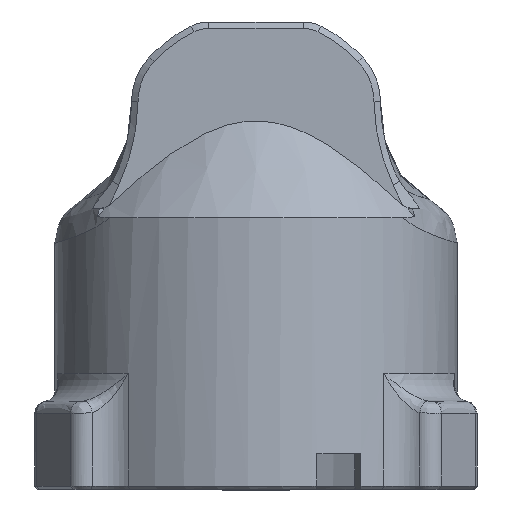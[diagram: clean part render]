
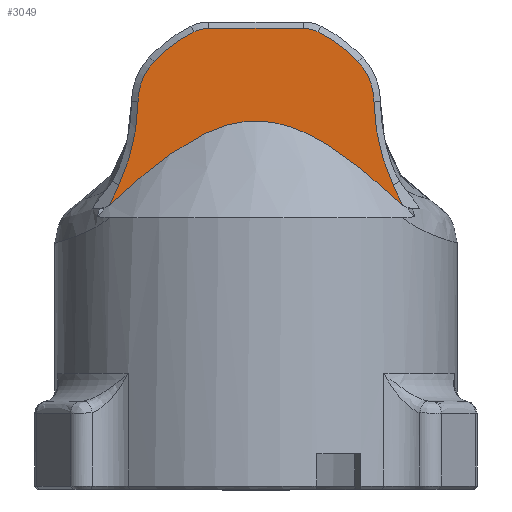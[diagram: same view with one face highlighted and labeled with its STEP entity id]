
A CAD part, top view. The second image highlights one B-rep face of the part: STEP entity #3049.
In plain terms, the highlighted planar face has unit normal (0, 0, 1).
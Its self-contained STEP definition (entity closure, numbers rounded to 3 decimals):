
#140=(
BOUNDED_CURVE()
B_SPLINE_CURVE(2,(#4721,#4722,#4723),.UNSPECIFIED.,.F.,.F.)
B_SPLINE_CURVE_WITH_KNOTS((3,3),(5.562,9.199),
 .UNSPECIFIED.)
CURVE()
GEOMETRIC_REPRESENTATION_ITEM()
RATIONAL_B_SPLINE_CURVE((1.959,1.954,1.532))
REPRESENTATION_ITEM('')
);
#141=(
BOUNDED_CURVE()
B_SPLINE_CURVE(2,(#4727,#4728,#4729),.UNSPECIFIED.,.F.,.F.)
B_SPLINE_CURVE_WITH_KNOTS((3,3),(1.835,5.472),
 .UNSPECIFIED.)
CURVE()
GEOMETRIC_REPRESENTATION_ITEM()
RATIONAL_B_SPLINE_CURVE((1.532,1.954,1.959))
REPRESENTATION_ITEM('')
);
#226=FACE_OUTER_BOUND('',#415,.T.);
#415=EDGE_LOOP('',(#2347,#2348,#2349,#2350,#2351,#2352,#2353,#2354,#2355,
#2356,#2357,#2358,#2359,#2360));
#733=CIRCLE('',#3297,25.3);
#734=CIRCLE('',#3299,7.4);
#735=CIRCLE('',#3301,17.359);
#736=CIRCLE('',#3303,4.2);
#737=CIRCLE('',#3306,4.2);
#738=CIRCLE('',#3308,17.359);
#739=CIRCLE('',#3310,7.4);
#740=CIRCLE('',#3312,25.3);
#863=LINE('',#5244,#1045);
#894=LINE('',#5387,#1076);
#899=LINE('',#5405,#1081);
#900=LINE('',#5407,#1082);
#1045=VECTOR('',#3681,10.);
#1076=VECTOR('',#3814,10.);
#1081=VECTOR('',#3837,10.);
#1082=VECTOR('',#3840,10.);
#1262=VERTEX_POINT('',#4716);
#1263=VERTEX_POINT('',#4720);
#1264=VERTEX_POINT('',#4724);
#1265=VERTEX_POINT('',#4726);
#1317=VERTEX_POINT('',#5242);
#1342=VERTEX_POINT('',#5369);
#1343=VERTEX_POINT('',#5373);
#1344=VERTEX_POINT('',#5377);
#1345=VERTEX_POINT('',#5381);
#1346=VERTEX_POINT('',#5385);
#1347=VERTEX_POINT('',#5389);
#1348=VERTEX_POINT('',#5393);
#1349=VERTEX_POINT('',#5397);
#1350=VERTEX_POINT('',#5401);
#1574=EDGE_CURVE('',#1262,#1263,#140,.F.);
#1576=EDGE_CURVE('',#1265,#1264,#141,.T.);
#1651=EDGE_CURVE('',#1317,#1262,#863,.T.);
#1700=EDGE_CURVE('',#1342,#1317,#733,.T.);
#1702=EDGE_CURVE('',#1343,#1342,#734,.T.);
#1704=EDGE_CURVE('',#1344,#1343,#735,.T.);
#1706=EDGE_CURVE('',#1345,#1344,#736,.T.);
#1708=EDGE_CURVE('',#1346,#1345,#894,.T.);
#1710=EDGE_CURVE('',#1347,#1346,#737,.T.);
#1712=EDGE_CURVE('',#1348,#1347,#738,.T.);
#1714=EDGE_CURVE('',#1349,#1348,#739,.T.);
#1716=EDGE_CURVE('',#1350,#1349,#740,.T.);
#1717=EDGE_CURVE('',#1265,#1350,#899,.T.);
#1718=EDGE_CURVE('',#1264,#1263,#900,.T.);
#2347=ORIENTED_EDGE('',*,*,#1717,.F.);
#2348=ORIENTED_EDGE('',*,*,#1576,.T.);
#2349=ORIENTED_EDGE('',*,*,#1718,.T.);
#2350=ORIENTED_EDGE('',*,*,#1574,.F.);
#2351=ORIENTED_EDGE('',*,*,#1651,.F.);
#2352=ORIENTED_EDGE('',*,*,#1700,.F.);
#2353=ORIENTED_EDGE('',*,*,#1702,.F.);
#2354=ORIENTED_EDGE('',*,*,#1704,.F.);
#2355=ORIENTED_EDGE('',*,*,#1706,.F.);
#2356=ORIENTED_EDGE('',*,*,#1708,.F.);
#2357=ORIENTED_EDGE('',*,*,#1710,.F.);
#2358=ORIENTED_EDGE('',*,*,#1712,.F.);
#2359=ORIENTED_EDGE('',*,*,#1714,.F.);
#2360=ORIENTED_EDGE('',*,*,#1716,.F.);
#2940=PLANE('',#3314);
#3049=ADVANCED_FACE('',(#226),#2940,.T.);
#3297=AXIS2_PLACEMENT_3D('',#5371,#3794,#3795);
#3299=AXIS2_PLACEMENT_3D('',#5375,#3799,#3800);
#3301=AXIS2_PLACEMENT_3D('',#5379,#3804,#3805);
#3303=AXIS2_PLACEMENT_3D('',#5383,#3809,#3810);
#3306=AXIS2_PLACEMENT_3D('',#5391,#3818,#3819);
#3308=AXIS2_PLACEMENT_3D('',#5395,#3823,#3824);
#3310=AXIS2_PLACEMENT_3D('',#5399,#3828,#3829);
#3312=AXIS2_PLACEMENT_3D('',#5403,#3833,#3834);
#3314=AXIS2_PLACEMENT_3D('',#5406,#3838,#3839);
#3681=DIRECTION('',(0.423,-0.906,0.));
#3794=DIRECTION('center_axis',(0.,0.,1.));
#3795=DIRECTION('ref_axis',(-0.906,-0.423,0.));
#3799=DIRECTION('center_axis',(0.,0.,-1.));
#3800=DIRECTION('ref_axis',(1.,0.,0.));
#3804=DIRECTION('center_axis',(0.,0.,-1.));
#3805=DIRECTION('ref_axis',(0.728,0.686,0.));
#3809=DIRECTION('center_axis',(0.,0.,-1.));
#3810=DIRECTION('ref_axis',(0.228,0.974,0.));
#3814=DIRECTION('',(1.,0.,0.));
#3818=DIRECTION('center_axis',(0.,0.,-1.));
#3819=DIRECTION('ref_axis',(-0.228,0.974,0.));
#3823=DIRECTION('center_axis',(0.,0.,-1.));
#3824=DIRECTION('ref_axis',(-0.381,0.924,0.));
#3828=DIRECTION('center_axis',(0.,0.,-1.));
#3829=DIRECTION('ref_axis',(-0.728,0.686,0.));
#3833=DIRECTION('center_axis',(0.,0.,1.));
#3834=DIRECTION('ref_axis',(0.906,-0.423,0.));
#3837=DIRECTION('',(0.423,0.906,0.));
#3838=DIRECTION('center_axis',(0.,0.,1.));
#3839=DIRECTION('ref_axis',(0.423,-0.906,0.));
#3840=DIRECTION('',(1.,0.,0.));
#4716=CARTESIAN_POINT('',(17.466,74.781,15.705));
#4720=CARTESIAN_POINT('',(-0.575,85.25,15.705));
#4721=CARTESIAN_POINT('Ctrl Pts',(-0.575,85.25,15.705));
#4722=CARTESIAN_POINT('Ctrl Pts',(6.479,85.151,15.705));
#4723=CARTESIAN_POINT('Ctrl Pts',(17.466,74.781,15.705));
#4724=CARTESIAN_POINT('',(-0.924,85.25,15.705));
#4726=CARTESIAN_POINT('',(-18.965,74.781,15.705));
#4727=CARTESIAN_POINT('Ctrl Pts',(-18.965,74.781,15.705));
#4728=CARTESIAN_POINT('Ctrl Pts',(-7.978,85.151,15.705));
#4729=CARTESIAN_POINT('Ctrl Pts',(-0.924,85.25,15.705));
#5242=CARTESIAN_POINT('',(16.268,77.35,15.705));
#5244=CARTESIAN_POINT('',(16.436,76.991,15.705));
#5369=CARTESIAN_POINT('',(13.9,87.694,15.705));
#5371=CARTESIAN_POINT('Origin',(39.198,88.042,15.705));
#5373=CARTESIAN_POINT('',(11.888,92.666,15.705));
#5375=CARTESIAN_POINT('Origin',(6.501,87.592,15.705));
#5377=CARTESIAN_POINT('',(6.972,96.312,15.705));
#5379=CARTESIAN_POINT('Origin',(-0.749,80.764,15.705));
#5381=CARTESIAN_POINT('',(5.104,96.75,15.705));
#5383=CARTESIAN_POINT('Origin',(5.104,92.55,15.705));
#5385=CARTESIAN_POINT('',(-6.602,96.75,15.705));
#5387=CARTESIAN_POINT('',(2.262,96.75,15.705));
#5389=CARTESIAN_POINT('',(-8.471,96.312,15.705));
#5391=CARTESIAN_POINT('Origin',(-6.602,92.55,15.705));
#5393=CARTESIAN_POINT('',(-13.386,92.666,15.705));
#5395=CARTESIAN_POINT('Origin',(-0.749,80.764,15.705));
#5397=CARTESIAN_POINT('',(-15.399,87.694,15.705));
#5399=CARTESIAN_POINT('Origin',(-7.999,87.592,15.705));
#5401=CARTESIAN_POINT('',(-17.767,77.35,15.705));
#5403=CARTESIAN_POINT('Origin',(-40.696,88.042,15.705));
#5405=CARTESIAN_POINT('',(-15.646,81.899,15.705));
#5406=CARTESIAN_POINT('Origin',(12.201,82.05,15.705));
#5407=CARTESIAN_POINT('',(5.726,85.25,15.705));
